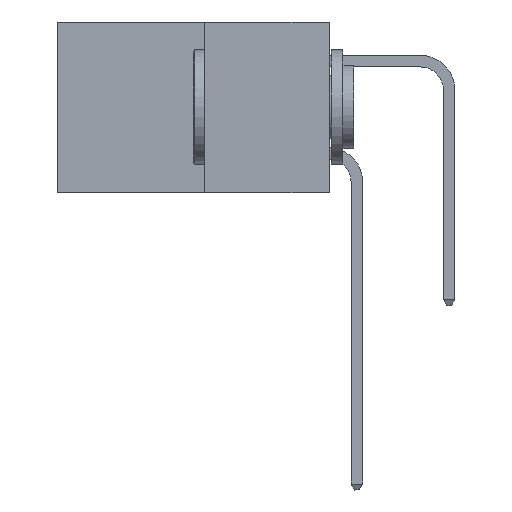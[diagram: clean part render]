
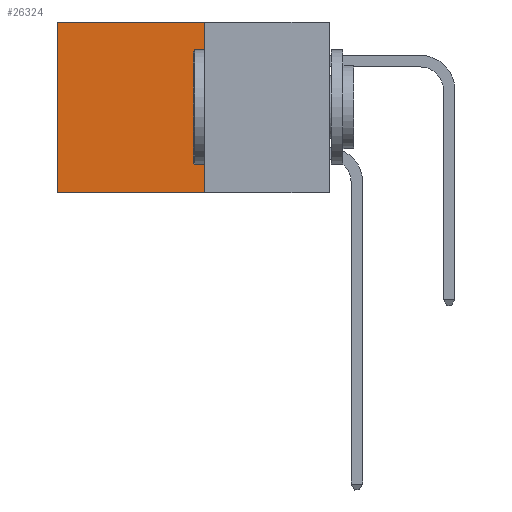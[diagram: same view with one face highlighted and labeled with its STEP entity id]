
A CAD part, left-side view. The second image highlights one B-rep face of the part: STEP entity #26324.
In plain terms, the highlighted planar face has unit normal (-1, 0, 0).
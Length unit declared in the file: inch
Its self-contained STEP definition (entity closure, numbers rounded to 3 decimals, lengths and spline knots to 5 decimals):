
#161 = PLANE ( 'NONE',  #7115 ) ;
#280 = LINE ( 'NONE', #32034, #6627 ) ;
#742 = ORIENTED_EDGE ( 'NONE', *, *, #8169, .T. ) ;
#2796 = CARTESIAN_POINT ( 'NONE',  ( 0.277, 0.27, -0.37 ) ) ;
#2905 = DIRECTION ( 'NONE',  ( 0., 0., -1. ) ) ;
#5399 = EDGE_CURVE ( 'NONE', #16443, #5454, #33899, .T. ) ;
#5454 = VERTEX_POINT ( 'NONE', #22172 ) ;
#6044 = DIRECTION ( 'NONE',  ( 0., 1., 0. ) ) ;
#6627 = VECTOR ( 'NONE', #18845, 39.37008 ) ;
#7115 = AXIS2_PLACEMENT_3D ( 'NONE', #2796, #18951, #2905 ) ;
#7456 = ORIENTED_EDGE ( 'NONE', *, *, #11404, .F. ) ;
#7847 = CARTESIAN_POINT ( 'NONE',  ( 0.277, 0.59, 0. ) ) ;
#8169 = EDGE_CURVE ( 'NONE', #34234, #11455, #11758, .T. ) ;
#8400 = ORIENTED_EDGE ( 'NONE', *, *, #5399, .F. ) ;
#11404 = EDGE_CURVE ( 'NONE', #5454, #11455, #280, .T. ) ;
#11455 = VERTEX_POINT ( 'NONE', #16289 ) ;
#11758 = LINE ( 'NONE', #12893, #18001 ) ;
#12155 = CARTESIAN_POINT ( 'NONE',  ( 0.277, 0.27, 0. ) ) ;
#12893 = CARTESIAN_POINT ( 'NONE',  ( 0.277, 0.59, -0.37 ) ) ;
#14206 = EDGE_CURVE ( 'NONE', #16443, #34234, #25636, .T. ) ;
#15177 = ORIENTED_EDGE ( 'NONE', *, *, #14206, .T. ) ;
#16289 = CARTESIAN_POINT ( 'NONE',  ( 0.277, 0.59, -0.37 ) ) ;
#16443 = VERTEX_POINT ( 'NONE', #12155 ) ;
#16960 = FACE_OUTER_BOUND ( 'NONE', #17975, .T. ) ;
#17779 = VECTOR ( 'NONE', #6044, 39.37008 ) ;
#17975 = EDGE_LOOP ( 'NONE', ( #742, #7456, #8400, #15177 ) ) ;
#18001 = VECTOR ( 'NONE', #34184, 39.37008 ) ;
#18845 = DIRECTION ( 'NONE',  ( 0., 1., 0. ) ) ;
#18951 = DIRECTION ( 'NONE',  ( 1., 0., 0. ) ) ;
#19861 = VECTOR ( 'NONE', #24153, 39.37008 ) ;
#22172 = CARTESIAN_POINT ( 'NONE',  ( 0.277, 0.27, -0.37 ) ) ;
#24153 = DIRECTION ( 'NONE',  ( 0., 0., -1. ) ) ;
#24607 = CARTESIAN_POINT ( 'NONE',  ( 0.277, 0.27, -0.37 ) ) ;
#25636 = LINE ( 'NONE', #32468, #17779 ) ;
#26324 = ADVANCED_FACE ( 'NONE', ( #16960 ), #161, .F. ) ;
#32034 = CARTESIAN_POINT ( 'NONE',  ( 0.277, 0.27, -0.37 ) ) ;
#32468 = CARTESIAN_POINT ( 'NONE',  ( 0.277, 0.27, 0. ) ) ;
#33899 = LINE ( 'NONE', #24607, #19861 ) ;
#34184 = DIRECTION ( 'NONE',  ( 0., 0., -1. ) ) ;
#34234 = VERTEX_POINT ( 'NONE', #7847 ) ;
